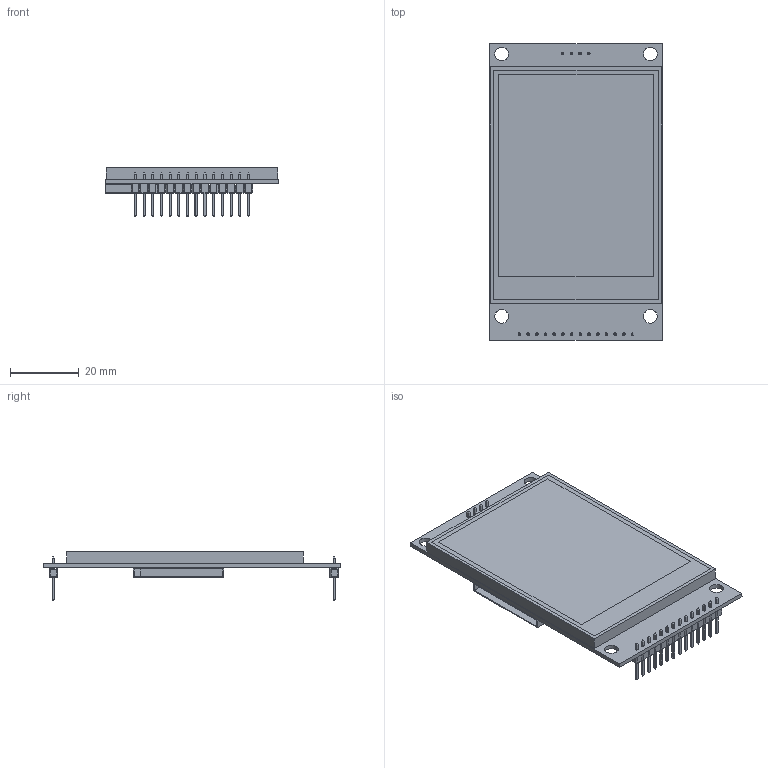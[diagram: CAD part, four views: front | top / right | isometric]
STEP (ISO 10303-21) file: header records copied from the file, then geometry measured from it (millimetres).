
FILE_DESCRIPTION((''),'2;1');
FILE_NAME('ILI9341_28.stp','2016-02-22T19:47:18',('Pedro'),(''),'Autodesk Inventor 2012','Autodesk Inventor 2012','');
FILE_SCHEMA(('CONFIG_CONTROL_DESIGN'));
Length unit declared in the file: millimetre
Products named in the file (64): ILI9341_28; ILI9341_28_layer; SDcard; Open CASCADE STEP translator 6.8 2.2; Open CASCADE STEP translator 6.8 2.2.1; Body_1; COMPOUND; EDGE; EDGE_1; EDGE_2; EDGE_3; EDGE_4; EDGE_5; EDGE_6; COMPOUND_1; =_[0_1_1_12]; =_[0_1_1_13]; =_[0_1_1_14]; =_[0_1_1_15]; COMPOUND_2; =_[0_1_1_17]; =_[0_1_1_18]; =_[0_1_1_19]; =_[0_1_1_20]; Open CASCADE STEP translator 6.8 2.3.1; Body_1_1; COMPOUND_3; EDGE_7; EDGE_8; EDGE_9; EDGE_10; EDGE_11; EDGE_12; EDGE_13; COMPOUND_4; =_[0_1_1_12]_1; =_[0_1_1_13]_1; =_[0_1_1_14]_1; =_[0_1_1_15]_1; =_[0_1_1_16] ...
Assembly tree (63 placements, depth 6):
  ILI9341_28
    ILI9341_28_layer
    SDcard
    Open CASCADE STEP translator 6.8 2.2
      Open CASCADE STEP translator 6.8 2.2.1
        Body_1
          COMPOUND
            EDGE
            EDGE_1
            EDGE_2
            EDGE_3
            EDGE_4
            EDGE_5
            EDGE_6
          COMPOUND_1
            =_[0_1_1_12]
            =_[0_1_1_13]
            =_[0_1_1_14]
            =_[0_1_1_15]
          COMPOUND_2
            =_[0_1_1_17]
            =_[0_1_1_18]
            =_[0_1_1_19]
            =_[0_1_1_20]
    Open CASCADE STEP translator 6.8 2.3.1
      Body_1_1
        COMPOUND_3
          EDGE_7
          EDGE_8
          EDGE_9
          EDGE_10
          EDGE_11
          EDGE_12
          EDGE_13
        COMPOUND_4
          =_[0_1_1_12]_1
          =_[0_1_1_13]_1
          =_[0_1_1_14]_1
          =_[0_1_1_15]_1
          =_[0_1_1_16]
          =_[0_1_1_17]_1
          =_[0_1_1_18]_1
          =_[0_1_1_19]_1
          =_[0_1_1_20]_1
          =_[0_1_1_21]
          =_[0_1_1_22]
          =_[0_1_1_23]
          =_[0_1_1_24]
          =_[0_1_1_25]
        COMPOUND_5
          =_[0_1_1_27]
          =_[0_1_1_28]
          =_[0_1_1_29]
          =_[0_1_1_30]
          =_[0_1_1_31]
          =_[0_1_1_32]
          =_[0_1_1_33]
          =_[0_1_1_34]
          =_[0_1_1_35]
          =_[0_1_1_36]
Bounding box: 50.4 x 86.6 x 14.24 mm (x, y, z)
Volume: 17837.9 mm3; surface area: 13083.8 mm2
Topology: 20 solids, 38 shells, 710 faces, 1918 edges, 1320 vertices
Faces by surface type: plane 652, cylinder 58
Full cylindrical faces by diameter (mm): 0.762 x18, 4 x4
Entity records: 26083 total; most frequent: CARTESIAN_POINT 5883, DIRECTION 3736, ORIENTED_EDGE 3512, EDGE_CURVE 1820, VECTOR 1678, LINE 1678, VERTEX_POINT 1180, AXIS2_PLACEMENT_3D 1029
